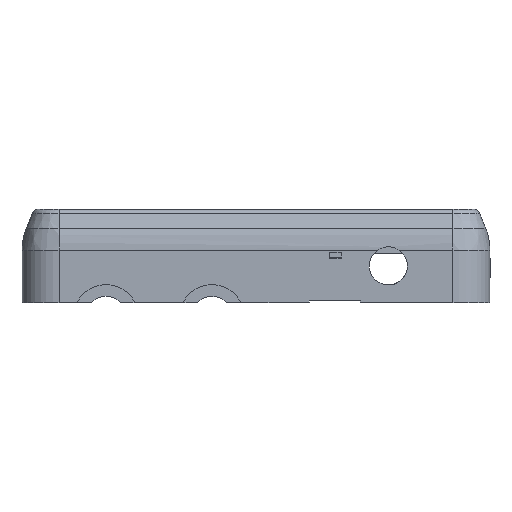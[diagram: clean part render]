
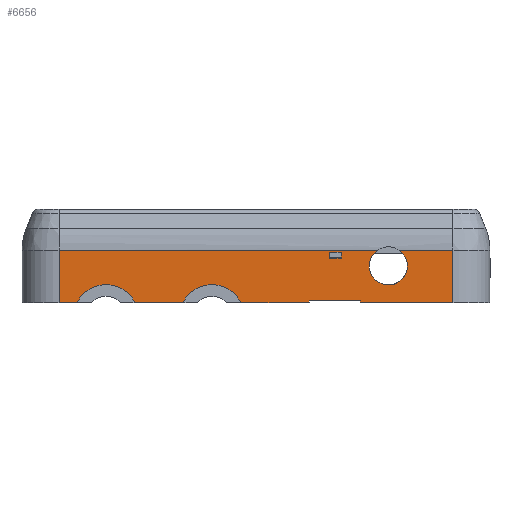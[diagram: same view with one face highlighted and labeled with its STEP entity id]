
A CAD part, left-side view. The second image highlights one B-rep face of the part: STEP entity #6656.
In plain terms, the highlighted planar face has unit normal (-1, 0, 0).
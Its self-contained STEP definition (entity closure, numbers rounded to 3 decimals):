
#87=FACE_BOUND('',#1489,.T.);
#259=CIRCLE('',#7144,3.259);
#260=CIRCLE('',#7145,3.259);
#261=CIRCLE('',#7146,5.515);
#262=CIRCLE('',#7147,5.515);
#1077=FACE_OUTER_BOUND('',#1488,.T.);
#1488=EDGE_LOOP('',(#5898,#5899,#5900,#5901,#5902,#5903,#5904,#5905,#5906,
#5907,#5908,#5909,#5910,#5911,#5912));
#1489=EDGE_LOOP('',(#5913,#5914,#5915,#5916));
#1575=LINE('',#8881,#2071);
#1578=LINE('',#8889,#2074);
#1582=LINE('',#8904,#2078);
#1588=LINE('',#8925,#2084);
#1599=LINE('',#8978,#2095);
#1910=LINE('',#11774,#2406);
#1917=LINE('',#11789,#2413);
#1960=LINE('',#12083,#2456);
#1967=LINE('',#12117,#2463);
#2006=LINE('',#13017,#2502);
#2014=LINE('',#13134,#2510);
#2015=LINE('',#13140,#2511);
#2016=LINE('',#13141,#2512);
#2017=LINE('',#13144,#2513);
#2018=LINE('',#13145,#2514);
#2071=VECTOR('',#7265,10.027);
#2074=VECTOR('',#7272,10.027);
#2078=VECTOR('',#7280,10.027);
#2084=VECTOR('',#7294,10.027);
#2095=VECTOR('',#7315,10.027);
#2406=VECTOR('',#8154,10.027);
#2413=VECTOR('',#8165,10.027);
#2456=VECTOR('',#8316,10.027);
#2463=VECTOR('',#8327,10.027);
#2502=VECTOR('',#8444,10.027);
#2510=VECTOR('',#8506,10.027);
#2511=VECTOR('',#8511,10.027);
#2512=VECTOR('',#8512,10.027);
#2513=VECTOR('',#8517,10.027);
#2514=VECTOR('',#8518,10.027);
#2574=VERTEX_POINT('',#8878);
#2575=VERTEX_POINT('',#8880);
#2578=VERTEX_POINT('',#8888);
#2583=VERTEX_POINT('',#8903);
#2588=VERTEX_POINT('',#8924);
#2601=VERTEX_POINT('',#8976);
#3015=VERTEX_POINT('',#11771);
#3016=VERTEX_POINT('',#11773);
#3021=VERTEX_POINT('',#11786);
#3022=VERTEX_POINT('',#11788);
#3077=VERTEX_POINT('',#12079);
#3079=VERTEX_POINT('',#12082);
#3086=VERTEX_POINT('',#12113);
#3088=VERTEX_POINT('',#12116);
#3150=VERTEX_POINT('',#13015);
#3157=VERTEX_POINT('',#13133);
#3158=VERTEX_POINT('',#13135);
#3159=VERTEX_POINT('',#13137);
#3160=VERTEX_POINT('',#13139);
#3215=EDGE_CURVE('',#2575,#2574,#1575,.T.);
#3219=EDGE_CURVE('',#2578,#2575,#1578,.T.);
#3225=EDGE_CURVE('',#2583,#2578,#1582,.T.);
#3233=EDGE_CURVE('',#2588,#2583,#1588,.T.);
#3250=EDGE_CURVE('',#2574,#2601,#1599,.T.);
#3856=EDGE_CURVE('',#3016,#3015,#1910,.T.);
#3863=EDGE_CURVE('',#3022,#3021,#1917,.T.);
#3949=EDGE_CURVE('',#3079,#3077,#1960,.T.);
#3959=EDGE_CURVE('',#3088,#3086,#1967,.T.);
#4074=EDGE_CURVE('',#2601,#3150,#2006,.T.);
#4100=EDGE_CURVE('',#3157,#3150,#2014,.T.);
#4101=EDGE_CURVE('',#3157,#3158,#259,.T.);
#4102=EDGE_CURVE('',#3158,#3159,#260,.T.);
#4103=EDGE_CURVE('',#3160,#3159,#2015,.T.);
#4104=EDGE_CURVE('',#3079,#3160,#2016,.T.);
#4105=EDGE_CURVE('',#3077,#3088,#261,.T.);
#4106=EDGE_CURVE('',#3086,#2588,#262,.T.);
#4107=EDGE_CURVE('',#3021,#3016,#2017,.T.);
#4108=EDGE_CURVE('',#3015,#3022,#2018,.T.);
#5898=ORIENTED_EDGE('',*,*,#3215,.T.);
#5899=ORIENTED_EDGE('',*,*,#3250,.T.);
#5900=ORIENTED_EDGE('',*,*,#4074,.T.);
#5901=ORIENTED_EDGE('',*,*,#4100,.F.);
#5902=ORIENTED_EDGE('',*,*,#4101,.T.);
#5903=ORIENTED_EDGE('',*,*,#4102,.T.);
#5904=ORIENTED_EDGE('',*,*,#4103,.F.);
#5905=ORIENTED_EDGE('',*,*,#4104,.F.);
#5906=ORIENTED_EDGE('',*,*,#3949,.T.);
#5907=ORIENTED_EDGE('',*,*,#4105,.T.);
#5908=ORIENTED_EDGE('',*,*,#3959,.T.);
#5909=ORIENTED_EDGE('',*,*,#4106,.T.);
#5910=ORIENTED_EDGE('',*,*,#3233,.T.);
#5911=ORIENTED_EDGE('',*,*,#3225,.T.);
#5912=ORIENTED_EDGE('',*,*,#3219,.T.);
#5913=ORIENTED_EDGE('',*,*,#3863,.T.);
#5914=ORIENTED_EDGE('',*,*,#4107,.T.);
#5915=ORIENTED_EDGE('',*,*,#3856,.T.);
#5916=ORIENTED_EDGE('',*,*,#4108,.T.);
#6316=PLANE('',#7143);
#6656=ADVANCED_FACE('',(#1077,#87),#6316,.T.);
#7143=AXIS2_PLACEMENT_3D('',#13132,#8504,#8505);
#7144=AXIS2_PLACEMENT_3D('',#13136,#8507,#8508);
#7145=AXIS2_PLACEMENT_3D('',#13138,#8509,#8510);
#7146=AXIS2_PLACEMENT_3D('',#13142,#8513,#8514);
#7147=AXIS2_PLACEMENT_3D('',#13143,#8515,#8516);
#7265=DIRECTION('',(0.,0.,-1.));
#7272=DIRECTION('',(0.,-1.,0.));
#7280=DIRECTION('',(0.,0.,1.));
#7294=DIRECTION('',(0.,-1.,0.));
#7315=DIRECTION('',(0.,-1.,0.));
#8154=DIRECTION('',(0.,-1.,0.));
#8165=DIRECTION('',(0.,1.,0.));
#8316=DIRECTION('',(0.,-1.,0.));
#8327=DIRECTION('',(0.,-1.,0.));
#8444=DIRECTION('',(0.,0.,1.));
#8504=DIRECTION('center_axis',(-1.,0.,0.));
#8505=DIRECTION('ref_axis',(0.,-1.,0.));
#8506=DIRECTION('',(0.,-1.,0.));
#8507=DIRECTION('center_axis',(1.,0.,0.));
#8508=DIRECTION('ref_axis',(0.,-1.,0.));
#8509=DIRECTION('center_axis',(1.,0.,0.));
#8510=DIRECTION('ref_axis',(0.,-1.,0.));
#8511=DIRECTION('',(0.,-1.,0.));
#8512=DIRECTION('',(0.,0.,1.));
#8513=DIRECTION('center_axis',(1.,0.,0.));
#8514=DIRECTION('ref_axis',(0.,-0.326,-0.945));
#8515=DIRECTION('center_axis',(1.,0.,0.));
#8516=DIRECTION('ref_axis',(0.,-0.326,-0.945));
#8517=DIRECTION('',(0.,0.,1.));
#8518=DIRECTION('',(0.,0.,-1.));
#8878=CARTESIAN_POINT('',(-68.971,-9.346,21.675));
#8880=CARTESIAN_POINT('',(-68.971,-9.346,21.976));
#8881=CARTESIAN_POINT('',(-68.971,-9.346,18.091));
#8888=CARTESIAN_POINT('',(-68.971,-0.623,21.976));
#8889=CARTESIAN_POINT('',(-68.971,18.528,21.976));
#8903=CARTESIAN_POINT('',(-68.971,-0.623,21.675));
#8904=CARTESIAN_POINT('',(-68.971,-0.623,18.091));
#8924=CARTESIAN_POINT('',(-68.971,11.034,21.675));
#8925=CARTESIAN_POINT('',(-68.971,5.293,21.675));
#8976=CARTESIAN_POINT('',(-68.971,-25.139,21.675));
#8978=CARTESIAN_POINT('',(-68.971,5.293,21.675));
#11771=CARTESIAN_POINT('',(-68.971,-6.088,30.248));
#11773=CARTESIAN_POINT('',(-68.971,-4.082,30.248));
#11774=CARTESIAN_POINT('',(-68.971,17.977,30.248));
#11786=CARTESIAN_POINT('',(-68.971,-4.082,29.246));
#11788=CARTESIAN_POINT('',(-68.971,-6.088,29.246));
#11789=CARTESIAN_POINT('',(-68.971,18.979,29.246));
#12079=CARTESIAN_POINT('',(-68.971,38.957,21.675));
#12082=CARTESIAN_POINT('',(-68.971,42.041,21.675));
#12083=CARTESIAN_POINT('',(-68.971,5.293,21.675));
#12113=CARTESIAN_POINT('',(-68.971,20.909,21.675));
#12116=CARTESIAN_POINT('',(-68.971,29.082,21.675));
#12117=CARTESIAN_POINT('',(-68.971,5.293,21.675));
#13015=CARTESIAN_POINT('',(-68.971,-25.139,30.624));
#13017=CARTESIAN_POINT('',(-68.971,-25.139,14.506));
#13132=CARTESIAN_POINT('Origin',(-68.971,42.041,14.506));
#13133=CARTESIAN_POINT('',(-68.971,-15.961,30.624));
#13134=CARTESIAN_POINT('',(-68.971,33.643,30.624));
#13135=CARTESIAN_POINT('',(-68.971,-10.85,27.942));
#13136=CARTESIAN_POINT('Origin',(-68.971,-14.109,27.942));
#13137=CARTESIAN_POINT('',(-68.971,-12.257,30.624));
#13138=CARTESIAN_POINT('Origin',(-68.971,-14.109,27.942));
#13139=CARTESIAN_POINT('',(-68.971,42.041,30.624));
#13140=CARTESIAN_POINT('',(-68.971,33.643,30.624));
#13141=CARTESIAN_POINT('',(-68.971,42.041,14.506));
#13142=CARTESIAN_POINT('Origin',(-68.971,34.02,19.219));
#13143=CARTESIAN_POINT('Origin',(-68.971,15.971,19.219));
#13144=CARTESIAN_POINT('',(-68.971,-4.082,22.377));
#13145=CARTESIAN_POINT('',(-68.971,-6.088,21.876));
